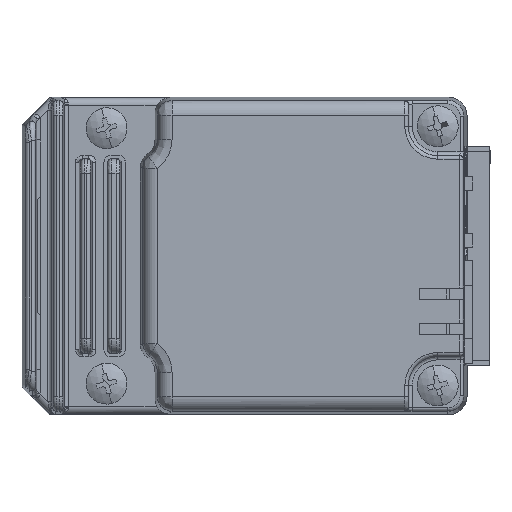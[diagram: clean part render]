
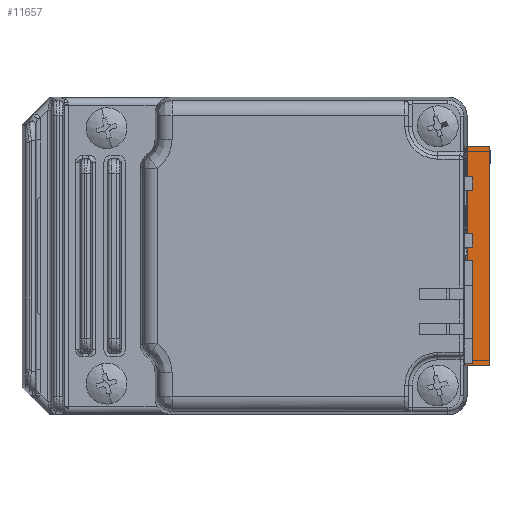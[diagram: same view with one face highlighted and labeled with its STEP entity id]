
A CAD part, front view. The second image highlights one B-rep face of the part: STEP entity #11657.
In plain terms, the highlighted planar face has unit normal (0, -1, 0).
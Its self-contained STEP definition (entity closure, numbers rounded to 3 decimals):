
#187 = CARTESIAN_POINT ( 'NONE',  ( 46.069, -73.208, 69.5 ) ) ;
#344 = DIRECTION ( 'NONE',  ( 0., 1., 0. ) ) ;
#459 = EDGE_LOOP ( 'NONE', ( #7317, #9736, #13840, #892, #2892, #17095, #15847, #4075 ) ) ;
#595 = VERTEX_POINT ( 'NONE', #11017 ) ;
#633 = EDGE_CURVE ( 'NONE', #2429, #8717, #17565, .T. ) ;
#687 = VERTEX_POINT ( 'NONE', #10069 ) ;
#697 = CARTESIAN_POINT ( 'NONE',  ( 46.069, -73.208, 40.7 ) ) ;
#794 = DIRECTION ( 'NONE',  ( -1., 0., 0. ) ) ;
#892 = ORIENTED_EDGE ( 'NONE', *, *, #12247, .T. ) ;
#1247 = FACE_OUTER_BOUND ( 'NONE', #459, .T. ) ;
#1614 = VECTOR ( 'NONE', #794, 1000. ) ;
#1778 = LINE ( 'NONE', #9124, #10640 ) ;
#2429 = VERTEX_POINT ( 'NONE', #16176 ) ;
#2618 = EDGE_CURVE ( 'NONE', #4318, #8717, #17618, .T. ) ;
#2684 = CARTESIAN_POINT ( 'NONE',  ( 33.369, -73.208, 69.5 ) ) ;
#2892 = ORIENTED_EDGE ( 'NONE', *, *, #13871, .F. ) ;
#3325 = DIRECTION ( 'NONE',  ( 1., 0., 0. ) ) ;
#3611 = EDGE_CURVE ( 'NONE', #5186, #595, #14773, .T. ) ;
#4075 = ORIENTED_EDGE ( 'NONE', *, *, #2618, .T. ) ;
#4223 = EDGE_CURVE ( 'NONE', #4318, #687, #17004, .T. ) ;
#4318 = VERTEX_POINT ( 'NONE', #8188 ) ;
#4586 = LINE ( 'NONE', #15704, #1614 ) ;
#5046 = CARTESIAN_POINT ( 'NONE',  ( 33.369, -73.208, 68.3 ) ) ;
#5148 = VECTOR ( 'NONE', #13246, 1000. ) ;
#5186 = VERTEX_POINT ( 'NONE', #6029 ) ;
#5456 = CARTESIAN_POINT ( 'NONE',  ( 36.469, -73.208, 68.3 ) ) ;
#6029 = CARTESIAN_POINT ( 'NONE',  ( 33.369, -73.208, 69.5 ) ) ;
#7131 = VECTOR ( 'NONE', #16370, 1000. ) ;
#7317 = ORIENTED_EDGE ( 'NONE', *, *, #633, .F. ) ;
#8188 = CARTESIAN_POINT ( 'NONE',  ( 33.369, -73.208, 40.7 ) ) ;
#8444 = CARTESIAN_POINT ( 'NONE',  ( 46.069, -73.208, 39.5 ) ) ;
#8454 = VECTOR ( 'NONE', #3325, 1000. ) ;
#8717 = VERTEX_POINT ( 'NONE', #9421 ) ;
#9124 = CARTESIAN_POINT ( 'NONE',  ( 46.069, -73.208, 69.5 ) ) ;
#9382 = CARTESIAN_POINT ( 'NONE',  ( 36.469, -73.208, 40.7 ) ) ;
#9421 = CARTESIAN_POINT ( 'NONE',  ( 33.369, -73.208, 39.5 ) ) ;
#9603 = DIRECTION ( 'NONE',  ( -1., 0., 0. ) ) ;
#9736 = ORIENTED_EDGE ( 'NONE', *, *, #10793, .F. ) ;
#10069 = CARTESIAN_POINT ( 'NONE',  ( 36.469, -73.208, 40.7 ) ) ;
#10640 = VECTOR ( 'NONE', #13202, 1000. ) ;
#10642 = LINE ( 'NONE', #9382, #5148 ) ;
#10749 = VECTOR ( 'NONE', #17354, 1000. ) ;
#10793 = EDGE_CURVE ( 'NONE', #595, #2429, #1778, .T. ) ;
#10951 = VECTOR ( 'NONE', #12116, 1000. ) ;
#11017 = CARTESIAN_POINT ( 'NONE',  ( 46.069, -73.208, 69.5 ) ) ;
#11175 = DIRECTION ( 'NONE',  ( 0., 0., 1. ) ) ;
#11284 = PLANE ( 'NONE',  #11855 ) ;
#11592 = LINE ( 'NONE', #11732, #10749 ) ;
#11657 = ADVANCED_FACE ( 'NONE', ( #1247 ), #11284, .F. ) ;
#11732 = CARTESIAN_POINT ( 'NONE',  ( 33.369, -73.208, 69.5 ) ) ;
#11855 = AXIS2_PLACEMENT_3D ( 'NONE', #12481, #344, #11175 ) ;
#12116 = DIRECTION ( 'NONE',  ( 0., 0., -1. ) ) ;
#12247 = EDGE_CURVE ( 'NONE', #5186, #12477, #11592, .T. ) ;
#12477 = VERTEX_POINT ( 'NONE', #5046 ) ;
#12481 = CARTESIAN_POINT ( 'NONE',  ( 46.069, -73.208, 69.5 ) ) ;
#13202 = DIRECTION ( 'NONE',  ( 0., 0., -1. ) ) ;
#13246 = DIRECTION ( 'NONE',  ( 0., 0., 1. ) ) ;
#13251 = VECTOR ( 'NONE', #9603, 1000. ) ;
#13840 = ORIENTED_EDGE ( 'NONE', *, *, #3611, .F. ) ;
#13871 = EDGE_CURVE ( 'NONE', #14190, #12477, #4586, .T. ) ;
#14190 = VERTEX_POINT ( 'NONE', #5456 ) ;
#14773 = LINE ( 'NONE', #187, #7131 ) ;
#15704 = CARTESIAN_POINT ( 'NONE',  ( 46.069, -73.208, 68.3 ) ) ;
#15847 = ORIENTED_EDGE ( 'NONE', *, *, #4223, .F. ) ;
#15859 = EDGE_CURVE ( 'NONE', #687, #14190, #10642, .T. ) ;
#16176 = CARTESIAN_POINT ( 'NONE',  ( 46.069, -73.208, 39.5 ) ) ;
#16370 = DIRECTION ( 'NONE',  ( 1., 0., 0. ) ) ;
#17004 = LINE ( 'NONE', #697, #8454 ) ;
#17095 = ORIENTED_EDGE ( 'NONE', *, *, #15859, .F. ) ;
#17354 = DIRECTION ( 'NONE',  ( 0., 0., -1. ) ) ;
#17565 = LINE ( 'NONE', #8444, #13251 ) ;
#17618 = LINE ( 'NONE', #2684, #10951 ) ;
